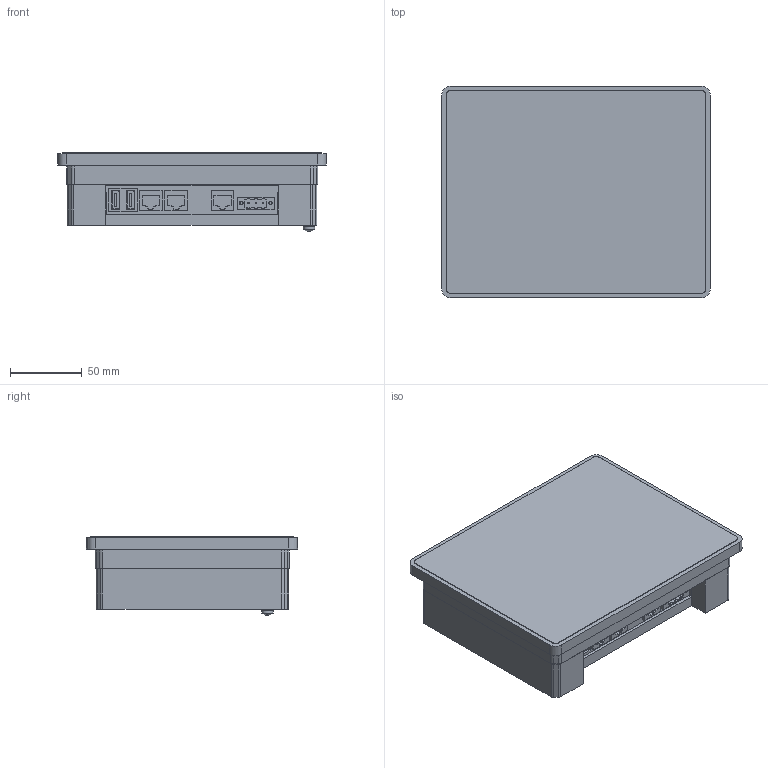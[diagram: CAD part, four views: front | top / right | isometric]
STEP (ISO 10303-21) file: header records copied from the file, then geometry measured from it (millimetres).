
FILE_DESCRIPTION(/* description */ ('STEP AP214'),/* implementation_level */ '2;1');
FILE_NAME(/* name */ '8155216_CDPX-X-E1-W-7',/* time_stamp */ '2024-08-05T16:41:06+02:00',/* author */ ('License CC BY-ND 4.0'),/* organization */ ('CADENAS'),/* preprocessor_version */ 'ST-DEVELOPER v19.3',/* originating_system */ 'PARTsolutions',/* authorisation */ ' ');
FILE_SCHEMA (('AUTOMOTIVE_DESIGN {1 0 10303 214 3 1 1}'));
Length unit declared in the file: millimetre
Products named in the file (1): 8155216 CDPX-X-E1-W-7---(high)
Bounding box: 187 x 147 x 54.55 mm (x, y, z)
Volume: 1149941.6 mm3; surface area: 99024.1 mm2
Topology: 1 solids, 1 shells, 371 faces, 986 edges, 655 vertices
Faces by surface type: plane 285, cylinder 82, cone 2, torus 2
Full cylindrical faces by diameter (mm): 2.013 x2, 3 x1, 8 x1, 8.7 x1
Entity records: 11410 total; most frequent: CARTESIAN_POINT 2048, ORIENTED_EDGE 1950, DIRECTION 1866, EDGE_CURVE 975, LINE 796, VECTOR 796, VERTEX_POINT 653, AXIS2_PLACEMENT_3D 535
